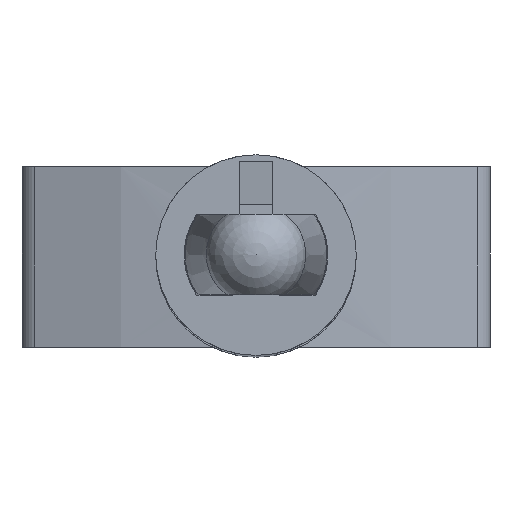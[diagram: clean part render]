
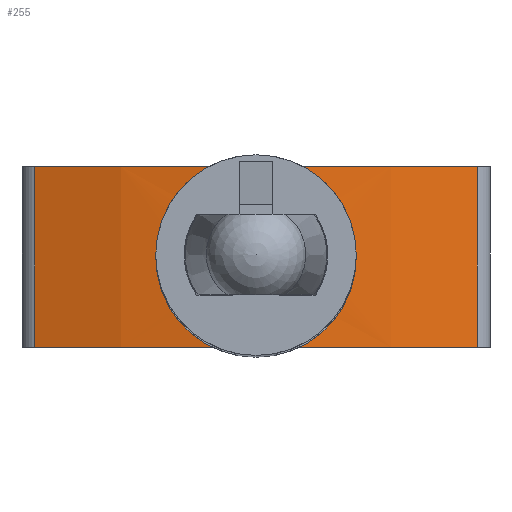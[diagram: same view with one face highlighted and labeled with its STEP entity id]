
A CAD part, top view. The second image highlights one B-rep face of the part: STEP entity #255.
In plain terms, the highlighted cylindrical face has radius 18.267 mm (diameter 36.534 mm), a partial arc.
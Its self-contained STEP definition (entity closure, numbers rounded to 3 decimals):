
#255 = ADVANCED_FACE( '', ( #529, #530 ), #531, .T. );
#529 = FACE_OUTER_BOUND( '', #1869, .T. );
#530 = FACE_BOUND( '', #1870, .T. );
#531 = CYLINDRICAL_SURFACE( '', #1871, 18.267 );
#1869 = EDGE_LOOP( '', ( #2569, #2570, #2571, #2572 ) );
#1870 = EDGE_LOOP( '', ( #2573, #2574 ) );
#1871 = AXIS2_PLACEMENT_3D( '', #2575, #2576, #2577 );
#2569 = ORIENTED_EDGE( '', *, *, #2747, .F. );
#2570 = ORIENTED_EDGE( '', *, *, #2999, .F. );
#2571 = ORIENTED_EDGE( '', *, *, #2986, .T. );
#2572 = ORIENTED_EDGE( '', *, *, #2995, .T. );
#2573 = ORIENTED_EDGE( '', *, *, #2953, .T. );
#2574 = ORIENTED_EDGE( '', *, *, #2954, .T. );
#2575 = CARTESIAN_POINT( '', ( 0., -2.7, -49.207 ) );
#2576 = DIRECTION( '', ( 0., -1., 0. ) );
#2577 = DIRECTION( '', ( 0., 0., 1. ) );
#2747 = EDGE_CURVE( '', #3092, #3093, #3094, .T. );
#2953 = EDGE_CURVE( '', #3405, #3406, #3407, .T. );
#2954 = EDGE_CURVE( '', #3406, #3405, #3408, .T. );
#2986 = EDGE_CURVE( '', #3445, #3446, #3447, .T. );
#2995 = EDGE_CURVE( '', #3446, #3093, #3456, .T. );
#2999 = EDGE_CURVE( '', #3445, #3092, #3460, .T. );
#3092 = VERTEX_POINT( '', #3692 );
#3093 = VERTEX_POINT( '', #3693 );
#3094 = CIRCLE( '', #3694, 18.267 );
#3405 = VERTEX_POINT( '', #4548 );
#3406 = VERTEX_POINT( '', #4549 );
#3407 = B_SPLINE_CURVE_WITH_KNOTS( '', 3, ( #4550, #4551, #4552, #4553, #4554, #4555, #4556, #4557, #4558, #4559, #4560, #4561, #4562, #4563, #4564, #4565, #4566, #4567 ), .UNSPECIFIED., .F., .F., ( 4, 2, 2, 2, 2, 2, 2, 2, 4 ), ( 0., 0.001, 0.002, 0.002, 0.003, 0.004, 0.005, 0.006, 0.006 ), .UNSPECIFIED. );
#3408 = B_SPLINE_CURVE_WITH_KNOTS( '', 3, ( #4568, #4569, #4570, #4571, #4572, #4573, #4574, #4575, #4576, #4577, #4578, #4579, #4580, #4581, #4582, #4583, #4584, #4585 ), .UNSPECIFIED., .F., .F., ( 4, 2, 2, 2, 2, 2, 2, 2, 4 ), ( 0., 0.001, 0.002, 0.002, 0.003, 0.004, 0.005, 0.006, 0.006 ), .UNSPECIFIED. );
#3445 = VERTEX_POINT( '', #4635 );
#3446 = VERTEX_POINT( '', #4636 );
#3447 = CIRCLE( '', #4637, 18.267 );
#3456 = LINE( '', #4648, #4649 );
#3460 = LINE( '', #4653, #4654 );
#3692 = CARTESIAN_POINT( '', ( -6.617, 2.7, -32.181 ) );
#3693 = CARTESIAN_POINT( '', ( 6.617, 2.7, -32.181 ) );
#3694 = AXIS2_PLACEMENT_3D( '', #4707, #4708, #4709 );
#4548 = CARTESIAN_POINT( '', ( -2.07, 0., -31.058 ) );
#4549 = CARTESIAN_POINT( '', ( 2.07, 0., -31.058 ) );
#4550 = CARTESIAN_POINT( '', ( -2.07, 0., -31.058 ) );
#4551 = CARTESIAN_POINT( '', ( -2.051, 0.264, -31.055 ) );
#4552 = CARTESIAN_POINT( '', ( -1.986, 0.524, -31.048 ) );
#4553 = CARTESIAN_POINT( '', ( -1.764, 1.004, -31.025 ) );
#4554 = CARTESIAN_POINT( '', ( -1.61, 1.223, -31.01 ) );
#4555 = CARTESIAN_POINT( '', ( -1.235, 1.593, -30.981 ) );
#4556 = CARTESIAN_POINT( '', ( -1.013, 1.745, -30.966 ) );
#4557 = CARTESIAN_POINT( '', ( -0.528, 1.954, -30.946 ) );
#4558 = CARTESIAN_POINT( '', ( -0.264, 2.01, -30.94 ) );
#4559 = CARTESIAN_POINT( '', ( 0.264, 2.01, -30.94 ) );
#4560 = CARTESIAN_POINT( '', ( 0.527, 1.954, -30.946 ) );
#4561 = CARTESIAN_POINT( '', ( 1.012, 1.745, -30.966 ) );
#4562 = CARTESIAN_POINT( '', ( 1.234, 1.594, -30.981 ) );
#4563 = CARTESIAN_POINT( '', ( 1.61, 1.223, -31.01 ) );
#4564 = CARTESIAN_POINT( '', ( 1.764, 1.004, -31.025 ) );
#4565 = CARTESIAN_POINT( '', ( 1.985, 0.525, -31.048 ) );
#4566 = CARTESIAN_POINT( '', ( 2.051, 0.264, -31.055 ) );
#4567 = CARTESIAN_POINT( '', ( 2.07, 0., -31.058 ) );
#4568 = CARTESIAN_POINT( '', ( 2.07, 0., -31.058 ) );
#4569 = CARTESIAN_POINT( '', ( 2.051, -0.264, -31.055 ) );
#4570 = CARTESIAN_POINT( '', ( 1.986, -0.524, -31.048 ) );
#4571 = CARTESIAN_POINT( '', ( 1.764, -1.004, -31.025 ) );
#4572 = CARTESIAN_POINT( '', ( 1.61, -1.223, -31.01 ) );
#4573 = CARTESIAN_POINT( '', ( 1.235, -1.593, -30.981 ) );
#4574 = CARTESIAN_POINT( '', ( 1.013, -1.745, -30.966 ) );
#4575 = CARTESIAN_POINT( '', ( 0.528, -1.954, -30.946 ) );
#4576 = CARTESIAN_POINT( '', ( 0.264, -2.01, -30.94 ) );
#4577 = CARTESIAN_POINT( '', ( -0.264, -2.01, -30.94 ) );
#4578 = CARTESIAN_POINT( '', ( -0.527, -1.954, -30.946 ) );
#4579 = CARTESIAN_POINT( '', ( -1.012, -1.745, -30.966 ) );
#4580 = CARTESIAN_POINT( '', ( -1.234, -1.594, -30.981 ) );
#4581 = CARTESIAN_POINT( '', ( -1.61, -1.223, -31.01 ) );
#4582 = CARTESIAN_POINT( '', ( -1.764, -1.004, -31.025 ) );
#4583 = CARTESIAN_POINT( '', ( -1.985, -0.525, -31.048 ) );
#4584 = CARTESIAN_POINT( '', ( -2.051, -0.264, -31.055 ) );
#4585 = CARTESIAN_POINT( '', ( -2.07, 0., -31.058 ) );
#4635 = CARTESIAN_POINT( '', ( -6.617, -2.7, -32.181 ) );
#4636 = CARTESIAN_POINT( '', ( 6.617, -2.7, -32.181 ) );
#4637 = AXIS2_PLACEMENT_3D( '', #4933, #4934, #4935 );
#4648 = CARTESIAN_POINT( '', ( 6.617, -2.7, -32.181 ) );
#4649 = VECTOR( '', #4944, 1000. );
#4653 = CARTESIAN_POINT( '', ( -6.617, -2.7, -32.181 ) );
#4654 = VECTOR( '', #4945, 1000. );
#4707 = CARTESIAN_POINT( '', ( 0., 2.7, -49.207 ) );
#4708 = DIRECTION( '', ( 0., 1., 0. ) );
#4709 = DIRECTION( '', ( 1., 0., 0. ) );
#4933 = CARTESIAN_POINT( '', ( 0., -2.7, -49.207 ) );
#4934 = DIRECTION( '', ( 0., 1., 0. ) );
#4935 = DIRECTION( '', ( 1., 0., 0. ) );
#4944 = DIRECTION( '', ( 0., 1., 0. ) );
#4945 = DIRECTION( '', ( 0., 1., 0. ) );
